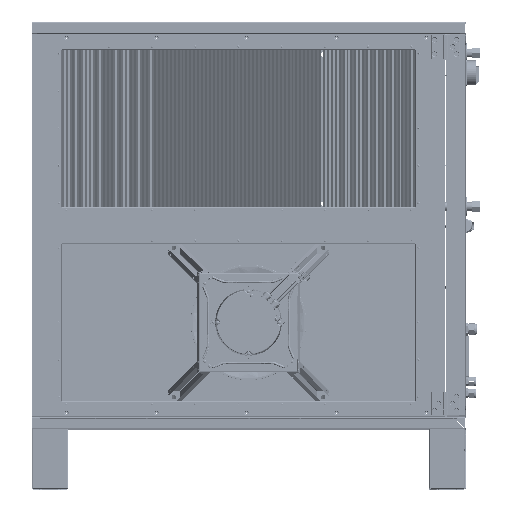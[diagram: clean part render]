
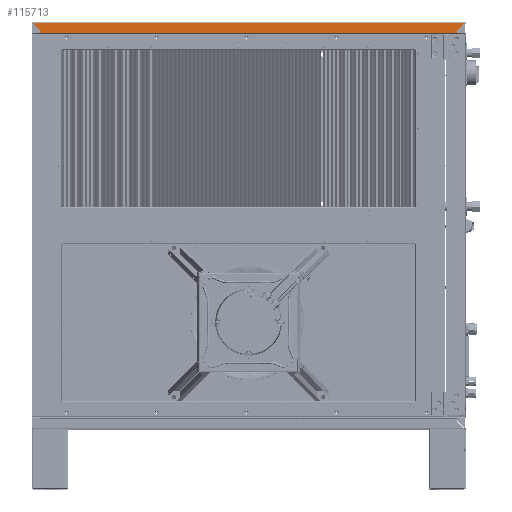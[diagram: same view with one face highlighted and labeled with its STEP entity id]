
A CAD part, top view. The second image highlights one B-rep face of the part: STEP entity #115713.
In plain terms, the highlighted planar face has unit normal (0, 0, 1).
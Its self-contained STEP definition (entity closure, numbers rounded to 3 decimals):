
#11747 = CARTESIAN_POINT ( 'NONE',  ( 534.939, 591.171, 837.5 ) ) ;
#11857 = CARTESIAN_POINT ( 'NONE',  ( -566.049, 591.171, 837.5 ) ) ;
#11860 = CARTESIAN_POINT ( 'NONE',  ( 514.939, 565.571, 837.5 ) ) ;
#11922 = CARTESIAN_POINT ( 'NONE',  ( -546.049, 565.571, 837.5 ) ) ;
#12107 = CARTESIAN_POINT ( 'NONE',  ( -546.049, 571.171, 837.5 ) ) ;
#12225 = CARTESIAN_POINT ( 'NONE',  ( 514.939, 571.171, 837.5 ) ) ;
#29890 = EDGE_CURVE ( 'NONE', #189568, #189962, #142935, .T. ) ;
#30055 = EDGE_CURVE ( 'NONE', #189829, #189649, #143318, .T. ) ;
#30060 = EDGE_CURVE ( 'NONE', #189829, #189566, #143315, .T. ) ;
#30083 = EDGE_CURVE ( 'NONE', #189566, #189447, #143377, .T. ) ;
#30117 = EDGE_CURVE ( 'NONE', #189447, #189962, #143451, .T. ) ;
#31876 = EDGE_CURVE ( 'NONE', #189649, #189568, #145061, .T. ) ;
#39234 = CARTESIAN_POINT ( 'NONE',  ( -15.555, 593.171, 837.5 ) ) ;
#39248 = PLANE ( 'NONE',  #123650 ) ;
#39253 = DIRECTION ( 'NONE',  ( 0., 0., -1. ) ) ;
#39256 = DIRECTION ( 'NONE',  ( 0., 1., 0. ) ) ;
#74827 = FACE_OUTER_BOUND ( 'NONE', #167850, .T. ) ;
#115713 = ADVANCED_FACE ( 'NONE', ( #74827 ), #39248, .F. ) ;
#123650 = AXIS2_PLACEMENT_3D ( 'NONE', #39234, #39253, #39256 ) ;
#137459 = DIRECTION ( 'NONE',  ( 1., 0., 0. ) ) ;
#137463 = CARTESIAN_POINT ( 'NONE',  ( -546.049, 565.571, 837.5 ) ) ;
#138729 = ORIENTED_EDGE ( 'NONE', *, *, #30117, .F. ) ;
#138731 = ORIENTED_EDGE ( 'NONE', *, *, #29890, .T. ) ;
#138736 = ORIENTED_EDGE ( 'NONE', *, *, #30060, .F. ) ;
#138738 = ORIENTED_EDGE ( 'NONE', *, *, #30055, .T. ) ;
#138940 = ORIENTED_EDGE ( 'NONE', *, *, #31876, .T. ) ;
#139109 = ORIENTED_EDGE ( 'NONE', *, *, #30083, .F. ) ;
#142935 = LINE ( 'NONE', #206778, #142961 ) ;
#142961 = VECTOR ( 'NONE', #206772, 1000. ) ;
#143315 = LINE ( 'NONE', #207546, #143324 ) ;
#143318 = LINE ( 'NONE', #207516, #143327 ) ;
#143324 = VECTOR ( 'NONE', #207549, 1000. ) ;
#143327 = VECTOR ( 'NONE', #207526, 1000. ) ;
#143377 = LINE ( 'NONE', #207652, #143382 ) ;
#143382 = VECTOR ( 'NONE', #207654, 1000. ) ;
#143451 = LINE ( 'NONE', #207792, #143461 ) ;
#143461 = VECTOR ( 'NONE', #207795, 1000. ) ;
#145061 = LINE ( 'NONE', #137463, #145063 ) ;
#145063 = VECTOR ( 'NONE', #137459, 1000. ) ;
#167850 = EDGE_LOOP ( 'NONE', ( #138940, #138731, #138729, #139109, #138736, #138738 ) ) ;
#189447 = VERTEX_POINT ( 'NONE', #11747 ) ;
#189566 = VERTEX_POINT ( 'NONE', #11857 ) ;
#189568 = VERTEX_POINT ( 'NONE', #11860 ) ;
#189649 = VERTEX_POINT ( 'NONE', #11922 ) ;
#189829 = VERTEX_POINT ( 'NONE', #12107 ) ;
#189962 = VERTEX_POINT ( 'NONE', #12225 ) ;
#206772 = DIRECTION ( 'NONE',  ( 0., 1., 0. ) ) ;
#206778 = CARTESIAN_POINT ( 'NONE',  ( 514.939, 571.171, 837.5 ) ) ;
#207516 = CARTESIAN_POINT ( 'NONE',  ( -546.049, 571.171, 837.5 ) ) ;
#207526 = DIRECTION ( 'NONE',  ( 0., -1., 0. ) ) ;
#207546 = CARTESIAN_POINT ( 'NONE',  ( 212.595, -187.474, 837.5 ) ) ;
#207549 = DIRECTION ( 'NONE',  ( -0.707, 0.707, 0. ) ) ;
#207652 = CARTESIAN_POINT ( 'NONE',  ( -15.555, 591.171, 837.5 ) ) ;
#207654 = DIRECTION ( 'NONE',  ( 1., 0., 0. ) ) ;
#207792 = CARTESIAN_POINT ( 'NONE',  ( 534.939, 591.171, 837.5 ) ) ;
#207795 = DIRECTION ( 'NONE',  ( -0.707, -0.707, 0. ) ) ;
